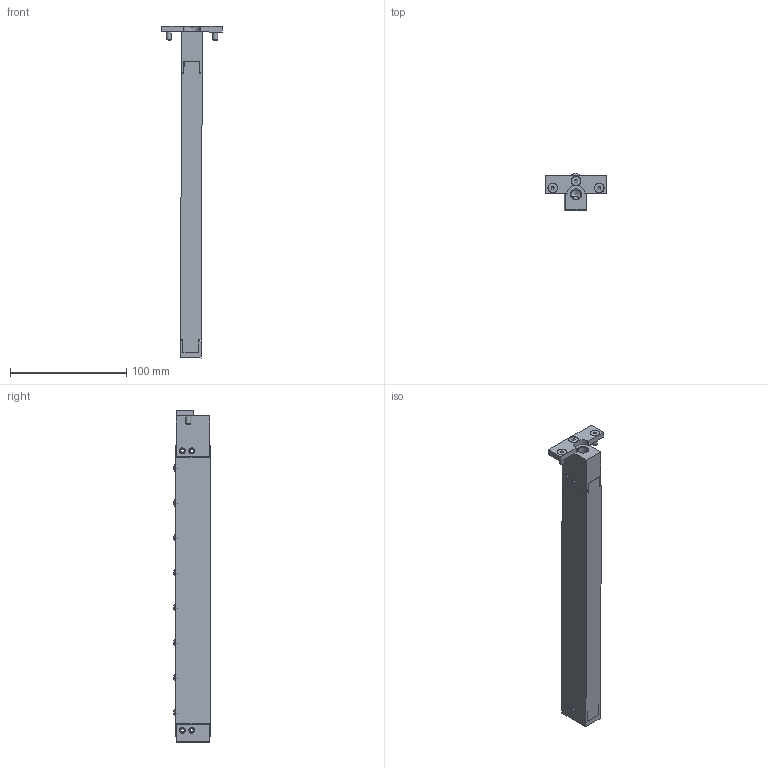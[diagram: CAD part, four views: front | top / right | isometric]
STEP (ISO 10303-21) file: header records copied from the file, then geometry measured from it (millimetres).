
FILE_DESCRIPTION(/* description */ ('DIE LIFTER'),/* implementation_level */ '2;1');
FILE_NAME(/* name */ 'EHB18-08.stp',/* time_stamp */ '2019-11-20T11:03:04+08:00',/* author */ ('yue.yang'),/* organization */ (''),/* preprocessor_version */ 'ST-DEVELOPER v17',/* originating_system */ 'Autodesk Inventor 2019',/* authorisation */ '');
FILE_SCHEMA (('AUTOMOTIVE_DESIGN { 1 0 10303 214 3 1 1 }'));
Length unit declared in the file: millimetre
Products named in the file (2): EHB18-08; EHB18-08_Substitute_1
Assembly tree (1 placements, depth 2):
  EHB18-08
    EHB18-08_Substitute_1
Bounding box: 52.02 x 31.56 x 285.13 mm (x, y, z)
Volume: 120026 mm3; surface area: 59806.9 mm2
Topology: 17 solids, 17 shells, 394 faces, 1209 edges, 832 vertices
Faces by surface type: plane 164, cylinder 114, cone 64, torus 44, sphere 8
Full cylindrical faces by diameter (mm): 3 x2, 4 x2, 4.3 x2, 5 x17, 5.5 x1, 6.647 x2, 7.5 x1, 8 x3, 8.566 x1, 10 x3, 10.2 x8, 12.05 x8, 13.5 x8, 13.55 x8, 15.55 x8, 15.7 x8
Entity records: 15661 total; most frequent: CARTESIAN_POINT 3886, DIRECTION 2482, ORIENTED_EDGE 2360, EDGE_CURVE 1180, AXIS2_PLACEMENT_3D 1040, VERTEX_POINT 832, CIRCLE 643, EDGE_LOOP 490
